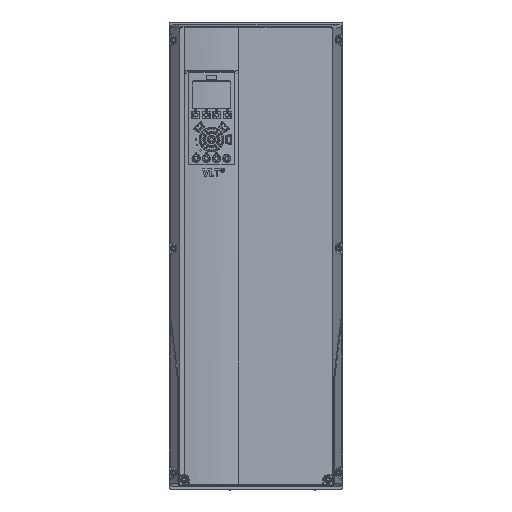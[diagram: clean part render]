
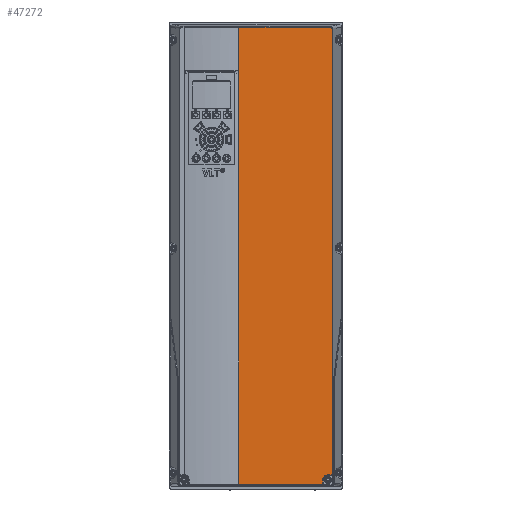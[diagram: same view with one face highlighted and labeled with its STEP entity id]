
A CAD part, top view. The second image highlights one B-rep face of the part: STEP entity #47272.
In plain terms, the highlighted planar face has unit normal (0, 0, 1).
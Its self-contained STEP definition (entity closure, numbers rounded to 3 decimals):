
#697=DIRECTION('',(0.,-1.,0.));
#698=VECTOR('',#697,635.703);
#699=CARTESIAN_POINT('',(-24.,317.493,102.409));
#700=LINE('',#699,#698);
#846=DIRECTION('',(-1.,0.,0.));
#847=VECTOR('',#846,127.797);
#848=CARTESIAN_POINT('',(103.797,317.513,102.409));
#849=LINE('',#848,#847);
#862=CARTESIAN_POINT('',(105.791,315.527,102.409));
#863=CARTESIAN_POINT('',(105.788,315.799,102.409));
#864=CARTESIAN_POINT('',(105.689,316.302,102.409));
#865=CARTESIAN_POINT('',(105.237,316.98,102.409));
#866=CARTESIAN_POINT('',(104.558,317.424,102.409));
#867=CARTESIAN_POINT('',(104.046,317.516,102.409));
#868=CARTESIAN_POINT('',(103.797,317.513,102.409));
#870=CARTESIAN_POINT('',(103.797,317.513,102.409));
#13185=DIRECTION('',(0.,1.,0.));
#13186=VECTOR('',#13185,620.527);
#13187=CARTESIAN_POINT('',(105.791,-305.,
102.409));
#13188=LINE('',#13187,#13186);
#13193=CARTESIAN_POINT('',(100.,-312.,102.409));
#13194=DIRECTION('',(0.,0.,1.));
#13195=DIRECTION('',(0.,1.,0.));
#13196=AXIS2_PLACEMENT_3D('',#13193,#13194,#13195);
#13202=DIRECTION('',(1.,0.,0.));
#13203=VECTOR('',#13202,5.791);
#13204=CARTESIAN_POINT('',(100.,-305.,
102.409));
#13205=LINE('',#13204,#13203);
#14283=DIRECTION('',(1.,0.,0.));
#14284=VECTOR('',#14283,117.);
#14285=CARTESIAN_POINT('',(-24.,-318.21,
102.409));
#14286=LINE('',#14285,#14284);
#14302=DIRECTION('',(0.,1.,0.));
#14303=VECTOR('',#14302,6.226);
#14304=CARTESIAN_POINT('',(93.,-318.226,
102.409));
#14305=LINE('',#14304,#14303);
#23941=CARTESIAN_POINT('',(-24.,317.475,
102.409));
#23942=VERTEX_POINT('',#23941);
#23943=CARTESIAN_POINT('',(-24.,-318.21,
102.409));
#23944=VERTEX_POINT('',#23943);
#24044=VERTEX_POINT('',#870);
#24046=CARTESIAN_POINT('',(105.791,315.527,102.409));
#24047=VERTEX_POINT('',#24046);
#26811=CARTESIAN_POINT('',(105.791,-305.,
102.409));
#26812=VERTEX_POINT('',#26811);
#26813=CARTESIAN_POINT('',(100.,-305.,
102.409));
#26814=VERTEX_POINT('',#26813);
#26815=CARTESIAN_POINT('',(93.,-312.,
102.409));
#26816=VERTEX_POINT('',#26815);
#26817=CARTESIAN_POINT('',(93.,-318.226,
102.409));
#26818=VERTEX_POINT('',#26817);
#47253=CARTESIAN_POINT('',(-24.,-321.,102.409));
#47254=DIRECTION('',(0.,0.,1.));
#47255=DIRECTION('',(1.,0.,0.));
#47256=AXIS2_PLACEMENT_3D('',#47253,#47254,#47255);
#47257=PLANE('',#47256);
#47258=ORIENTED_EDGE('',*,*,#47244,.F.);
#47260=ORIENTED_EDGE('',*,*,#47259,.F.);
#47262=ORIENTED_EDGE('',*,*,#47261,.T.);
#47264=ORIENTED_EDGE('',*,*,#47263,.F.);
#47266=ORIENTED_EDGE('',*,*,#47265,.F.);
#47267=ORIENTED_EDGE('',*,*,#28770,.F.);
#47268=ORIENTED_EDGE('',*,*,#28946,.F.);
#47269=ORIENTED_EDGE('',*,*,#29009,.F.);
#47270=EDGE_LOOP('',(#47258,#47260,#47262,#47264,#47266,#47267,#47268,#47269));
#47271=FACE_OUTER_BOUND('',#47270,.F.);
#47272=ADVANCED_FACE('',(#47271),#47257,.T.);
#869=B_SPLINE_CURVE_WITH_KNOTS('',3,(#862,#863,#864,#865,#866,#867,#868),
.UNSPECIFIED.,.F.,.F.,(4,1,1,1,4),(0.,0.25,0.5,0.75,1.),
.UNSPECIFIED.);
#13197=CIRCLE('',#13196,7.);
#28770=EDGE_CURVE('',#23942,#23944,#700,.T.);
#28946=EDGE_CURVE('',#24044,#23942,#849,.T.);
#29009=EDGE_CURVE('',#24047,#24044,#869,.T.);
#47244=EDGE_CURVE('',#26812,#24047,#13188,.T.);
#47259=EDGE_CURVE('',#26814,#26812,#13205,.T.);
#47261=EDGE_CURVE('',#26814,#26816,#13197,.T.);
#47263=EDGE_CURVE('',#26818,#26816,#14305,.T.);
#47265=EDGE_CURVE('',#23944,#26818,#14286,.T.);
